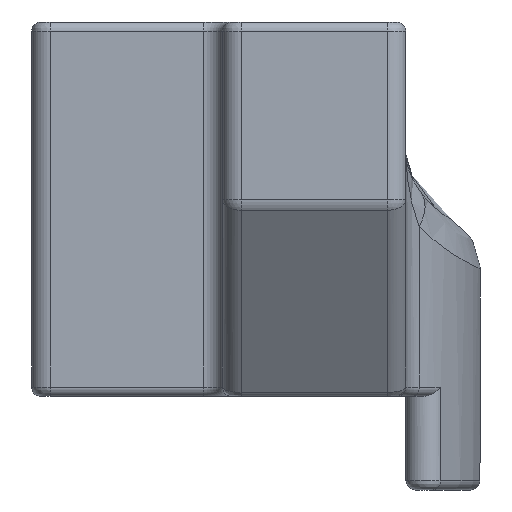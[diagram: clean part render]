
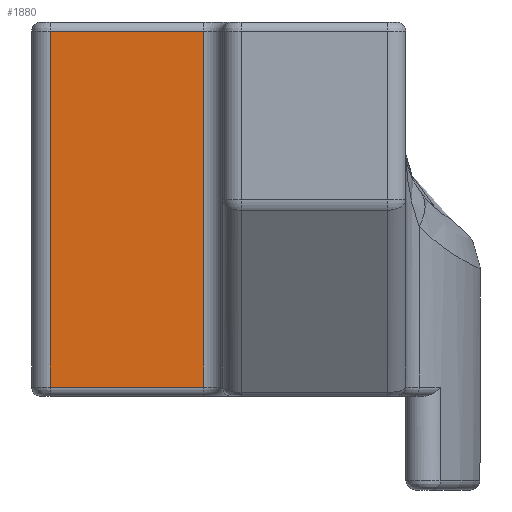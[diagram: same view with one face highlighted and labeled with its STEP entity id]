
A CAD part, left-side view. The second image highlights one B-rep face of the part: STEP entity #1880.
In plain terms, the highlighted planar face has unit normal (-1, 0, 0).
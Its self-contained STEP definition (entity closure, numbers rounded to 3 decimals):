
#81=PLANE('',#2122);
#157=LINE('',#3094,#286);
#165=LINE('',#3161,#294);
#176=LINE('',#3268,#305);
#187=LINE('',#3425,#316);
#286=VECTOR('',#2428,10.);
#294=VECTOR('',#2476,10.);
#305=VECTOR('',#2553,10.);
#316=VECTOR('',#2626,10.);
#501=FACE_OUTER_BOUND('',#636,.T.);
#636=EDGE_LOOP('',(#1613,#1614,#1615,#1616));
#896=VERTEX_POINT('',#3086);
#898=VERTEX_POINT('',#3092);
#910=VERTEX_POINT('',#3159);
#923=VERTEX_POINT('',#3263);
#1091=EDGE_CURVE('',#898,#896,#157,.T.);
#1114=EDGE_CURVE('',#910,#898,#165,.T.);
#1144=EDGE_CURVE('',#923,#910,#176,.T.);
#1175=EDGE_CURVE('',#896,#923,#187,.T.);
#1613=ORIENTED_EDGE('',*,*,#1091,.F.);
#1614=ORIENTED_EDGE('',*,*,#1114,.F.);
#1615=ORIENTED_EDGE('',*,*,#1144,.F.);
#1616=ORIENTED_EDGE('',*,*,#1175,.F.);
#1880=ADVANCED_FACE('',(#501),#81,.F.);
#2122=AXIS2_PLACEMENT_3D('',#3426,#2627,#2628);
#2428=DIRECTION('',(0.,-1.,0.));
#2476=DIRECTION('',(0.,0.,1.));
#2553=DIRECTION('',(0.,1.,0.));
#2626=DIRECTION('',(0.,0.,-1.));
#2627=DIRECTION('center_axis',(1.,0.,0.));
#2628=DIRECTION('ref_axis',(0.,0.,-1.));
#3086=CARTESIAN_POINT('',(57.2,10.8,19.5));
#3092=CARTESIAN_POINT('',(57.2,19.,19.5));
#3094=CARTESIAN_POINT('',(57.2,10.,19.5));
#3159=CARTESIAN_POINT('',(57.2,19.,0.5));
#3161=CARTESIAN_POINT('',(57.2,19.,5.));
#3263=CARTESIAN_POINT('',(57.2,10.8,0.5));
#3268=CARTESIAN_POINT('',(57.2,10.,0.5));
#3425=CARTESIAN_POINT('',(57.2,10.8,5.));
#3426=CARTESIAN_POINT('Origin',(57.2,10.,0.));
